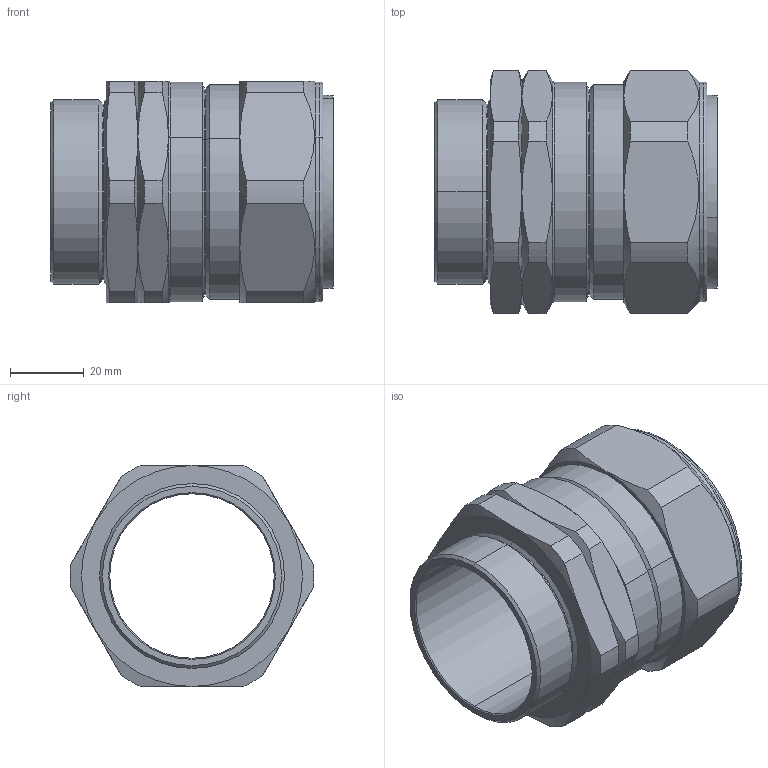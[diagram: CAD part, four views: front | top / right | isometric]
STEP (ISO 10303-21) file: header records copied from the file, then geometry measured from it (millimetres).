
FILE_DESCRIPTION (( 'STEP AP203' ), '1' );
FILE_NAME ('50SCXED1RA.STEP', '2021-03-11T16:18:01', ( '' ), ( '' ), 'SwSTEP 2.0', 'SolidWorks 2017', '' );
FILE_SCHEMA (( 'CONFIG_CONTROL_DESIGN' ));
Length unit declared in the file: millimetre
Products named in the file (1): 50SCXED1RA
Bounding box: 76.4 x 65.97 x 60 mm (x, y, z)
Volume: 80347.2 mm3; surface area: 29283.9 mm2
Topology: 1 solids, 17 shells, 241 faces, 562 edges, 362 vertices
Faces by surface type: plane 85, cylinder 57, bspline 55, cone 38, torus 6
Entity records: 9745 total; most frequent: CARTESIAN_POINT 4525, ORIENTED_EDGE 1124, DIRECTION 932, EDGE_CURVE 562, VERTEX_POINT 362, AXIS2_PLACEMENT_3D 349, EDGE_LOOP 250, ADVANCED_FACE 241
